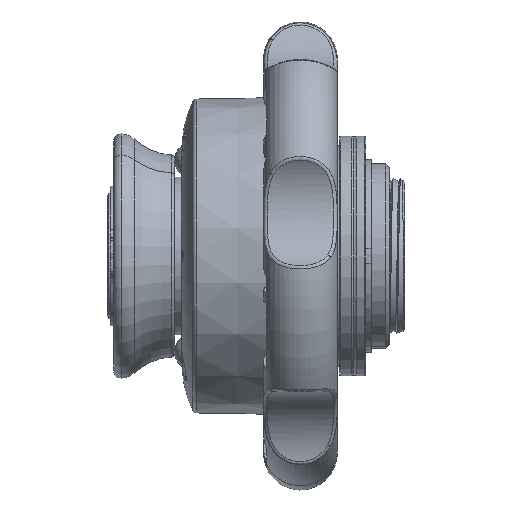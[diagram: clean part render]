
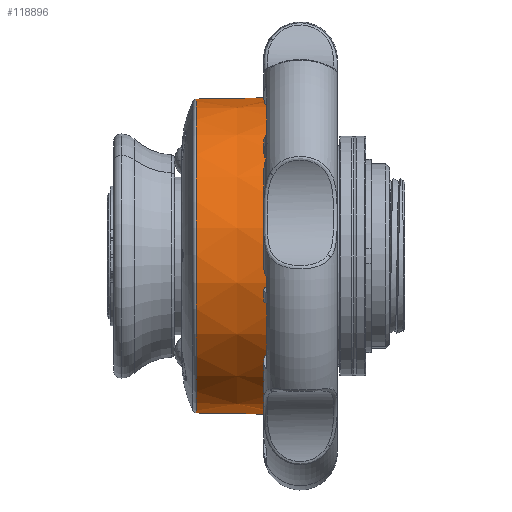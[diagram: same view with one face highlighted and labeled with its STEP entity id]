
A CAD part, front view. The second image highlights one B-rep face of the part: STEP entity #118896.
In plain terms, the highlighted conical face has half-angle 1 degrees and reference radius 42.52 mm.
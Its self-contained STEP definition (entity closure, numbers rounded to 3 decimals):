
#367 = EDGE_CURVE ( 'NONE', #18212, #29328, #119545, .T. ) ;
#12091 = CARTESIAN_POINT ( 'NONE',  ( -22.5, -0.172, -42.52 ) ) ;
#15168 = VERTEX_POINT ( 'NONE', #18466 ) ;
#18212 = VERTEX_POINT ( 'NONE', #107300 ) ;
#18466 = CARTESIAN_POINT ( 'NONE',  ( 3.5, -0.174, -42.973 ) ) ;
#20392 = VERTEX_POINT ( 'NONE', #140490 ) ;
#22083 = DIRECTION ( 'NONE',  ( 0., -0.004, -1. ) ) ;
#24809 = DIRECTION ( 'NONE',  ( 1., 0., 0. ) ) ;
#25002 = LINE ( 'NONE', #12091, #77030 ) ;
#29328 = VERTEX_POINT ( 'NONE', #56770 ) ;
#39886 = AXIS2_PLACEMENT_3D ( 'NONE', #71528, #129789, #189719 ) ;
#50757 = DIRECTION ( 'NONE',  ( 1., 0., 0. ) ) ;
#56770 = CARTESIAN_POINT ( 'NONE',  ( -18.613, -0.173, -42.587 ) ) ;
#62113 = EDGE_CURVE ( 'NONE', #15168, #20392, #146966, .T. ) ;
#65959 = AXIS2_PLACEMENT_3D ( 'NONE', #116587, #24809, #160776 ) ;
#70287 = VECTOR ( 'NONE', #147899, 1000. ) ;
#71528 = CARTESIAN_POINT ( 'NONE',  ( 3.5, 0., 0. ) ) ;
#73294 = ORIENTED_EDGE ( 'NONE', *, *, #62113, .T. ) ;
#74950 = LINE ( 'NONE', #103554, #70287 ) ;
#77030 = VECTOR ( 'NONE', #188537, 1000. ) ;
#81409 = AXIS2_PLACEMENT_3D ( 'NONE', #111920, #50757, #22083 ) ;
#85204 = FACE_OUTER_BOUND ( 'NONE', #167655, .T. ) ;
#88569 = EDGE_CURVE ( 'NONE', #29328, #15168, #25002, .T. ) ;
#91488 = ORIENTED_EDGE ( 'NONE', *, *, #367, .T. ) ;
#103554 = CARTESIAN_POINT ( 'NONE',  ( -22.5, 0.172, 42.52 ) ) ;
#107300 = CARTESIAN_POINT ( 'NONE',  ( -18.613, 0.173, 42.587 ) ) ;
#111920 = CARTESIAN_POINT ( 'NONE',  ( -22.5, 0., 0. ) ) ;
#116587 = CARTESIAN_POINT ( 'NONE',  ( -18.613, 0., 0. ) ) ;
#118896 = ADVANCED_FACE ( 'NONE', ( #85204 ), #166333, .T. ) ;
#119545 = CIRCLE ( 'NONE', #65959, 42.588 ) ;
#121512 = EDGE_CURVE ( 'NONE', #18212, #20392, #74950, .T. ) ;
#129789 = DIRECTION ( 'NONE',  ( -1., 0., 0. ) ) ;
#140490 = CARTESIAN_POINT ( 'NONE',  ( 3.5, 0.174, 42.973 ) ) ;
#146966 = CIRCLE ( 'NONE', #39886, 42.974 ) ;
#147899 = DIRECTION ( 'NONE',  ( 1., 0., 0.017 ) ) ;
#157823 = ORIENTED_EDGE ( 'NONE', *, *, #121512, .F. ) ;
#160776 = DIRECTION ( 'NONE',  ( 0., -0.004, -1. ) ) ;
#165283 = ORIENTED_EDGE ( 'NONE', *, *, #88569, .T. ) ;
#166333 = CONICAL_SURFACE ( 'NONE', #81409, 42.52, 0.017 ) ;
#167655 = EDGE_LOOP ( 'NONE', ( #157823, #91488, #165283, #73294 ) ) ;
#188537 = DIRECTION ( 'NONE',  ( 1., 0., -0.017 ) ) ;
#189719 = DIRECTION ( 'NONE',  ( 0., 0.004, 1. ) ) ;
